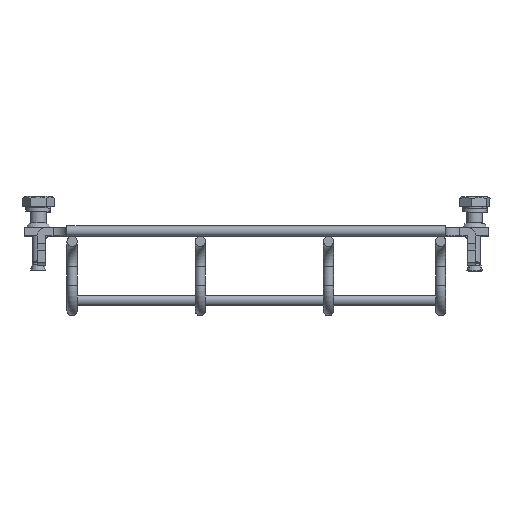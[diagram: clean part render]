
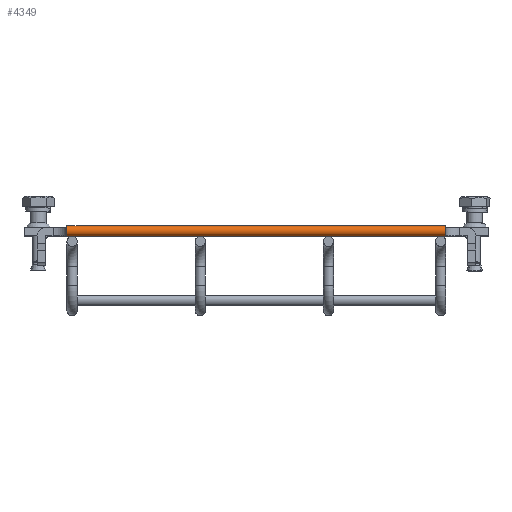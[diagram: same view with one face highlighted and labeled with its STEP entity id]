
A CAD part, front view. The second image highlights one B-rep face of the part: STEP entity #4349.
In plain terms, the highlighted cylindrical face has radius 2.032 mm (diameter 4.064 mm), a full revolution.
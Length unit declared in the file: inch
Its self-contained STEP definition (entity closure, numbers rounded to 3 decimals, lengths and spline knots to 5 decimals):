
#66 = VERTEX_POINT ( 'NONE', #397 ) ;
#302 = DIRECTION ( 'NONE',  ( 0., 0., -1. ) ) ;
#363 = CIRCLE ( 'NONE', #5239, 0.08 ) ;
#375 = CARTESIAN_POINT ( 'NONE',  ( -5.83, -23.795, 0.08 ) ) ;
#397 = CARTESIAN_POINT ( 'NONE',  ( -5.83, -23.795, 0. ) ) ;
#445 = DIRECTION ( 'NONE',  ( 1., 0., 0. ) ) ;
#1070 = FACE_OUTER_BOUND ( 'NONE', #2234, .T. ) ;
#1423 = CARTESIAN_POINT ( 'NONE',  ( 0.08, -23.795, 0. ) ) ;
#1539 = EDGE_CURVE ( 'NONE', #66, #66, #4323, .T. ) ;
#1813 = ORIENTED_EDGE ( 'NONE', *, *, #2122, .T. ) ;
#1951 = AXIS2_PLACEMENT_3D ( 'NONE', #375, #445, #302 ) ;
#2122 = EDGE_CURVE ( 'NONE', #6364, #6364, #363, .T. ) ;
#2183 = DIRECTION ( 'NONE',  ( -1., 0., 0. ) ) ;
#2234 = EDGE_LOOP ( 'NONE', ( #1813 ) ) ;
#3079 = EDGE_LOOP ( 'NONE', ( #6759 ) ) ;
#3247 = CARTESIAN_POINT ( 'NONE',  ( -5.83, -23.795, 0.08 ) ) ;
#3735 = FACE_OUTER_BOUND ( 'NONE', #3079, .T. ) ;
#3801 = DIRECTION ( 'NONE',  ( 0., 0., -1. ) ) ;
#4301 = DIRECTION ( 'NONE',  ( 1., 0., 0. ) ) ;
#4323 = CIRCLE ( 'NONE', #1951, 0.08 ) ;
#4335 = CYLINDRICAL_SURFACE ( 'NONE', #5376, 0.08 ) ;
#4349 = ADVANCED_FACE ( 'NONE', ( #3735, #1070 ), #4335, .T. ) ;
#5239 = AXIS2_PLACEMENT_3D ( 'NONE', #5410, #2183, #3801 ) ;
#5376 = AXIS2_PLACEMENT_3D ( 'NONE', #3247, #4301, #5906 ) ;
#5410 = CARTESIAN_POINT ( 'NONE',  ( 0.08, -23.795, 0.08 ) ) ;
#5906 = DIRECTION ( 'NONE',  ( 0., 0., -1. ) ) ;
#6364 = VERTEX_POINT ( 'NONE', #1423 ) ;
#6759 = ORIENTED_EDGE ( 'NONE', *, *, #1539, .T. ) ;
